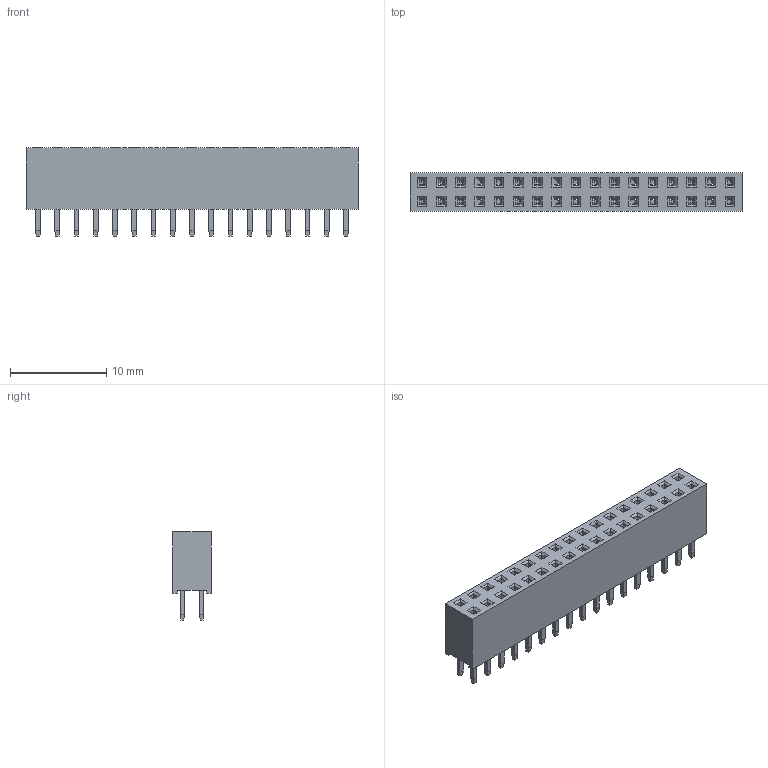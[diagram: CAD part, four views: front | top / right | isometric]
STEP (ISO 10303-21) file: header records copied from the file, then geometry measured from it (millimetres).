
FILE_DESCRIPTION (( 'STEP AP214' ), '1' );
FILE_NAME ('FFH20006-D34S1014K6K-REF.STEP', '2024-10-29T06:04:36', ( '' ), ( '' ), 'SwSTEP 2.0', 'SolidWorks 2021', '' );
FILE_SCHEMA (( 'AUTOMOTIVE_DESIGN' ));
Length unit declared in the file: millimetre
Products named in the file (1): FFH20006-D34S1014K6K-REF
Bounding box: 34.5 x 4 x 9.15 mm (x, y, z)
Volume: 792 mm3; surface area: 1794.6 mm2
Topology: 1 solids, 1 shells, 1370 faces, 3764 edges, 2328 vertices
Faces by surface type: plane 1370
Entity records: 42142 total; most frequent: ORIENTED_EDGE 7528, CARTESIAN_POINT 7463, DIRECTION 6506, EDGE_CURVE 3764, LINE 3764, VECTOR 3764, VERTEX_POINT 2328, EDGE_LOOP 1438
